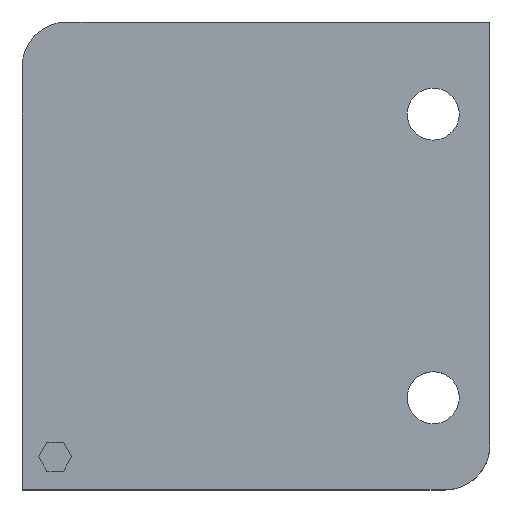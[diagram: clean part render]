
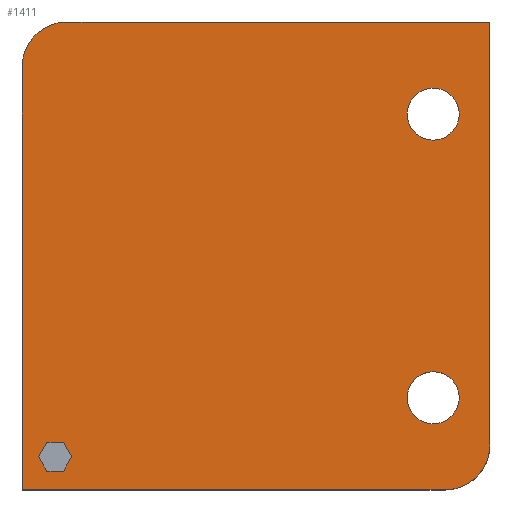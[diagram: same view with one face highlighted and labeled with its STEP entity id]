
A CAD part, top view. The second image highlights one B-rep face of the part: STEP entity #1411.
In plain terms, the highlighted planar face has unit normal (0, 0, 1).
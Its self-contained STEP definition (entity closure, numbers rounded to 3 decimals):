
#20=FACE_BOUND('',#211,.T.);
#21=FACE_BOUND('',#212,.T.);
#22=FACE_BOUND('',#213,.T.);
#24=CIRCLE('',#1436,1.9);
#27=CIRCLE('',#1443,1.9);
#51=CIRCLE('',#1528,1.1);
#52=CIRCLE('',#1529,1.1);
#132=FACE_OUTER_BOUND('',#210,.T.);
#210=EDGE_LOOP('',(#1237,#1238,#1239,#1240,#1241,#1242));
#211=EDGE_LOOP('',(#1243,#1244,#1245,#1246,#1247,#1248));
#212=EDGE_LOOP('',(#1249));
#213=EDGE_LOOP('',(#1250));
#223=LINE('',#1926,#391);
#235=LINE('',#1955,#403);
#237=LINE('',#1960,#405);
#240=LINE('',#1966,#408);
#367=LINE('',#2270,#535);
#371=LINE('',#2278,#539);
#374=LINE('',#2284,#542);
#377=LINE('',#2290,#545);
#380=LINE('',#2296,#548);
#383=LINE('',#2301,#551);
#391=VECTOR('',#1544,10.);
#403=VECTOR('',#1566,10.);
#405=VECTOR('',#1570,10.);
#408=VECTOR('',#1575,10.);
#535=VECTOR('',#1862,10.);
#539=VECTOR('',#1868,10.);
#542=VECTOR('',#1873,10.);
#545=VECTOR('',#1878,10.);
#548=VECTOR('',#1883,10.);
#551=VECTOR('',#1888,10.);
#559=VERTEX_POINT('',#1923);
#560=VERTEX_POINT('',#1925);
#568=VERTEX_POINT('',#1943);
#572=VERTEX_POINT('',#1953);
#574=VERTEX_POINT('',#1959);
#576=VERTEX_POINT('',#1965);
#672=VERTEX_POINT('',#2268);
#673=VERTEX_POINT('',#2269);
#676=VERTEX_POINT('',#2277);
#678=VERTEX_POINT('',#2283);
#680=VERTEX_POINT('',#2289);
#682=VERTEX_POINT('',#2295);
#684=VERTEX_POINT('',#2305);
#685=VERTEX_POINT('',#2307);
#689=EDGE_CURVE('',#560,#559,#223,.T.);
#698=EDGE_CURVE('',#568,#560,#24,.T.);
#704=EDGE_CURVE('',#559,#572,#235,.T.);
#706=EDGE_CURVE('',#574,#568,#237,.T.);
#709=EDGE_CURVE('',#576,#574,#240,.T.);
#712=EDGE_CURVE('',#572,#576,#27,.T.);
#861=EDGE_CURVE('',#672,#673,#367,.T.);
#865=EDGE_CURVE('',#676,#672,#371,.T.);
#868=EDGE_CURVE('',#678,#676,#374,.T.);
#871=EDGE_CURVE('',#680,#678,#377,.T.);
#874=EDGE_CURVE('',#682,#680,#380,.T.);
#877=EDGE_CURVE('',#673,#682,#383,.T.);
#879=EDGE_CURVE('',#684,#684,#51,.T.);
#880=EDGE_CURVE('',#685,#685,#52,.T.);
#1237=ORIENTED_EDGE('',*,*,#704,.T.);
#1238=ORIENTED_EDGE('',*,*,#712,.T.);
#1239=ORIENTED_EDGE('',*,*,#709,.T.);
#1240=ORIENTED_EDGE('',*,*,#706,.T.);
#1241=ORIENTED_EDGE('',*,*,#698,.T.);
#1242=ORIENTED_EDGE('',*,*,#689,.T.);
#1243=ORIENTED_EDGE('',*,*,#861,.T.);
#1244=ORIENTED_EDGE('',*,*,#877,.T.);
#1245=ORIENTED_EDGE('',*,*,#874,.T.);
#1246=ORIENTED_EDGE('',*,*,#871,.T.);
#1247=ORIENTED_EDGE('',*,*,#868,.T.);
#1248=ORIENTED_EDGE('',*,*,#865,.T.);
#1249=ORIENTED_EDGE('',*,*,#879,.T.);
#1250=ORIENTED_EDGE('',*,*,#880,.T.);
#1342=PLANE('',#1527);
#1411=ADVANCED_FACE('',(#132,#20,#21,#22),#1342,.T.);
#1436=AXIS2_PLACEMENT_3D('',#1944,#1556,#1557);
#1443=AXIS2_PLACEMENT_3D('',#1970,#1581,#1582);
#1527=AXIS2_PLACEMENT_3D('',#2304,#1892,#1893);
#1528=AXIS2_PLACEMENT_3D('',#2306,#1894,#1895);
#1529=AXIS2_PLACEMENT_3D('',#2308,#1896,#1897);
#1544=DIRECTION('',(0.,1.,0.));
#1556=DIRECTION('center_axis',(0.,0.,1.));
#1557=DIRECTION('ref_axis',(0.,-1.,0.));
#1566=DIRECTION('',(-1.,0.,0.));
#1570=DIRECTION('',(1.,0.,0.));
#1575=DIRECTION('',(0.,-1.,0.));
#1581=DIRECTION('center_axis',(0.,0.,1.));
#1582=DIRECTION('ref_axis',(0.,1.,0.));
#1862=DIRECTION('',(-0.5,0.866,0.));
#1868=DIRECTION('',(-1.,0.,0.));
#1873=DIRECTION('',(-0.5,-0.866,0.));
#1878=DIRECTION('',(0.5,-0.866,0.));
#1883=DIRECTION('',(1.,0.,0.));
#1888=DIRECTION('',(0.5,0.866,0.));
#1892=DIRECTION('center_axis',(0.,0.,1.));
#1893=DIRECTION('ref_axis',(1.,0.,0.));
#1894=DIRECTION('center_axis',(0.,0.,-1.));
#1895=DIRECTION('ref_axis',(1.,0.,0.));
#1896=DIRECTION('center_axis',(0.,0.,-1.));
#1897=DIRECTION('ref_axis',(1.,0.,0.));
#1923=CARTESIAN_POINT('',(9.9,9.9,0.));
#1925=CARTESIAN_POINT('',(9.9,-8.,0.));
#1926=CARTESIAN_POINT('',(9.9,-4.,0.));
#1943=CARTESIAN_POINT('',(8.,-9.9,0.));
#1944=CARTESIAN_POINT('Origin',(8.,-8.,0.));
#1953=CARTESIAN_POINT('',(-8.,9.9,0.));
#1955=CARTESIAN_POINT('',(4.95,9.9,0.));
#1959=CARTESIAN_POINT('',(-9.9,-9.9,0.));
#1960=CARTESIAN_POINT('',(-4.95,-9.9,0.));
#1965=CARTESIAN_POINT('',(-9.9,8.,0.));
#1966=CARTESIAN_POINT('',(-9.9,4.,0.));
#1970=CARTESIAN_POINT('Origin',(-8.,8.,0.));
#2268=CARTESIAN_POINT('',(-8.85,-9.106,0.));
#2269=CARTESIAN_POINT('',(-9.2,-8.5,0.));
#2270=CARTESIAN_POINT('',(-9.715,-7.607,0.));
#2277=CARTESIAN_POINT('',(-8.15,-9.106,0.));
#2278=CARTESIAN_POINT('',(-4.075,-9.106,0.));
#2283=CARTESIAN_POINT('',(-7.8,-8.5,0.));
#2284=CARTESIAN_POINT('',(-4.985,-3.624,0.));
#2289=CARTESIAN_POINT('',(-8.15,-7.894,0.));
#2290=CARTESIAN_POINT('',(-8.84,-6.698,0.));
#2295=CARTESIAN_POINT('',(-8.85,-7.894,0.));
#2296=CARTESIAN_POINT('',(-4.425,-7.894,0.));
#2301=CARTESIAN_POINT('',(-6.21,-3.321,0.));
#2304=CARTESIAN_POINT('Origin',(0.,0.,0.));
#2305=CARTESIAN_POINT('',(6.4,6.,0.));
#2306=CARTESIAN_POINT('Origin',(7.5,6.,0.));
#2307=CARTESIAN_POINT('',(6.4,-6.,0.));
#2308=CARTESIAN_POINT('Origin',(7.5,-6.,0.));
